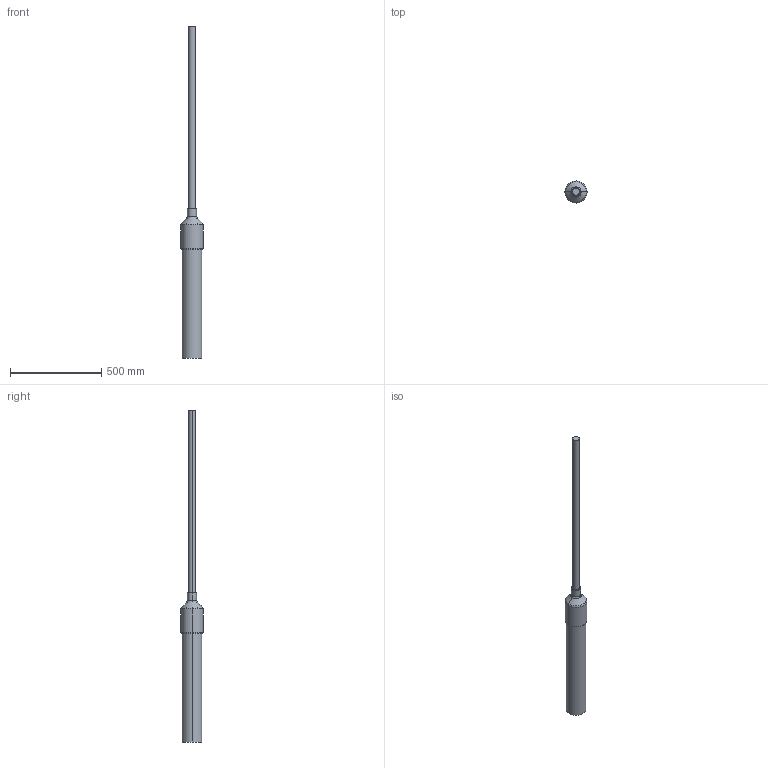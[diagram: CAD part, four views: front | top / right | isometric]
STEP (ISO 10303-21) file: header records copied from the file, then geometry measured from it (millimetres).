
FILE_DESCRIPTION (( 'STEP AP214' ), '1' );
FILE_NAME ('tailpipe.STEP', '2024-11-12T04:48:20', ( '' ), ( '' ), 'SwSTEP 2.0', 'SolidWorks 2022', '' );
FILE_SCHEMA (( 'AUTOMOTIVE_DESIGN' ));
Length unit declared in the file: millimetre
Products named in the file (1): tailpipe
Bounding box: 120.71 x 120.71 x 1818.44 mm (x, y, z)
Volume: 8475106.5 mm3; surface area: 408618.9 mm2
Topology: 1 solids, 1 shells, 20 faces, 38 edges, 20 vertices
Faces by surface type: cylinder 8, torus 8, cone 2, plane 2
Entity records: 536 total; most frequent: DIRECTION 108, CARTESIAN_POINT 79, ORIENTED_EDGE 76, AXIS2_PLACEMENT_3D 49, EDGE_CURVE 38, CIRCLE 28, EDGE_LOOP 20, FACE_OUTER_BOUND 20
